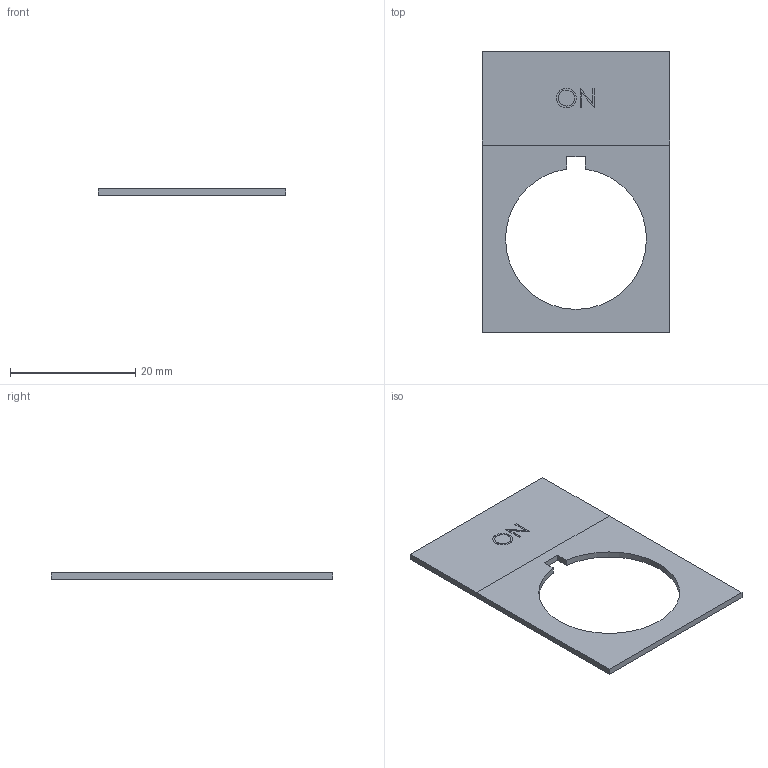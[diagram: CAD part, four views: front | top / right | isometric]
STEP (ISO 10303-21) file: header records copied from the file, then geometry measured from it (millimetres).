
FILE_DESCRIPTION (( 'STEP AP214' ), '1' );
FILE_NAME ('ECX1670A-B06.step', '2018-10-09T16:54:56', ( '' ), ( '' ), 'SwSTEP 2.0', 'SolidWorks 2017', '' );
FILE_SCHEMA (( 'AUTOMOTIVE_DESIGN' ));
Length unit declared in the file: inch
Products named in the file (1): ECX1670A-B06
Bounding box: 30 x 45 x 1 mm (x, y, z)
Volume: 946.6 mm3; surface area: 2118.8 mm2
Topology: 1 solids, 1 shells, 34 faces, 87 edges, 58 vertices
Faces by surface type: plane 23, bspline 8, cylinder 3
Entity records: 1991 total; most frequent: CARTESIAN_POINT 895, ORIENTED_EDGE 174, DIRECTION 130, EDGE_CURVE 87, VECTOR 64, LINE 64, VERTEX_POINT 58, EDGE_LOOP 39
